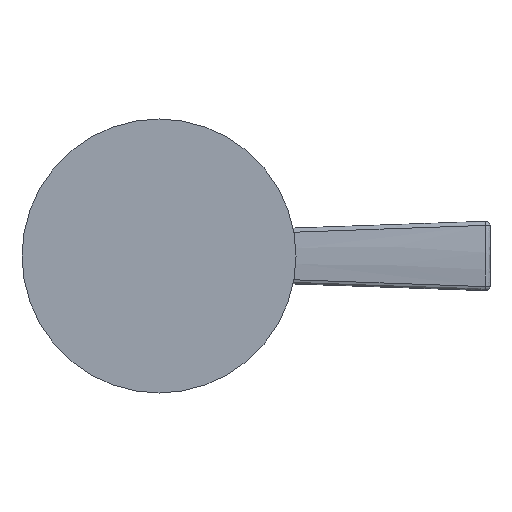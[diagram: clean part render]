
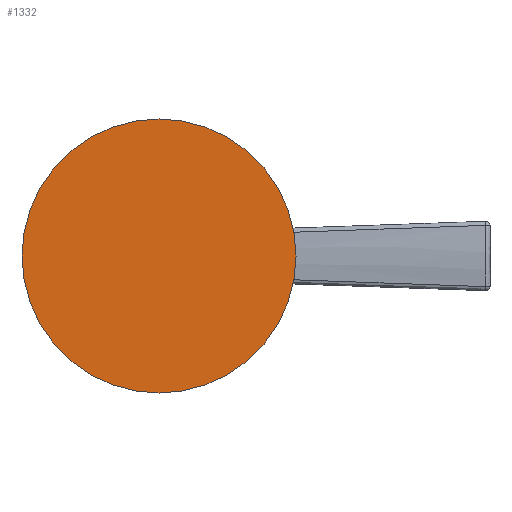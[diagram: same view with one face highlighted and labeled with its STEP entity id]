
A CAD part, front view. The second image highlights one B-rep face of the part: STEP entity #1332.
In plain terms, the highlighted planar face has unit normal (0, -1, 0).
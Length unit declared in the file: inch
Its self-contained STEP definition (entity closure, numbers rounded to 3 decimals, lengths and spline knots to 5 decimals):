
#2=CARTESIAN_POINT('',(0.,0.,0.));
#3=DIRECTION('',(0.,-1.,0.));
#4=DIRECTION('',(1.,0.,0.));
#5=AXIS2_PLACEMENT_3D('',#2,#3,#4);
#7=CARTESIAN_POINT('',(0.,0.,0.));
#8=DIRECTION('',(0.,1.,0.));
#9=DIRECTION('',(1.,0.,0.));
#10=AXIS2_PLACEMENT_3D('',#7,#8,#9);
#1140=CARTESIAN_POINT('',(1.18,0.,0.));
#1141=CARTESIAN_POINT('',(-1.18,0.,0.));
#1142=VERTEX_POINT('',#1140);
#1143=VERTEX_POINT('',#1141);
#1322=CARTESIAN_POINT('',(0.,0.,0.));
#1323=DIRECTION('',(0.,-1.,0.));
#1324=DIRECTION('',(-1.,0.,0.));
#1325=AXIS2_PLACEMENT_3D('',#1322,#1323,#1324);
#1326=PLANE('',#1325);
#1327=ORIENTED_EDGE('',*,*,#1311,.F.);
#1329=ORIENTED_EDGE('',*,*,#1328,.T.);
#1330=EDGE_LOOP('',(#1327,#1329));
#1331=FACE_OUTER_BOUND('',#1330,.F.);
#1332=ADVANCED_FACE('',(#1331),#1326,.T.);
#6=CIRCLE('',#5,1.18);
#11=CIRCLE('',#10,1.18);
#1311=EDGE_CURVE('',#1142,#1143,#6,.T.);
#1328=EDGE_CURVE('',#1142,#1143,#11,.T.);
